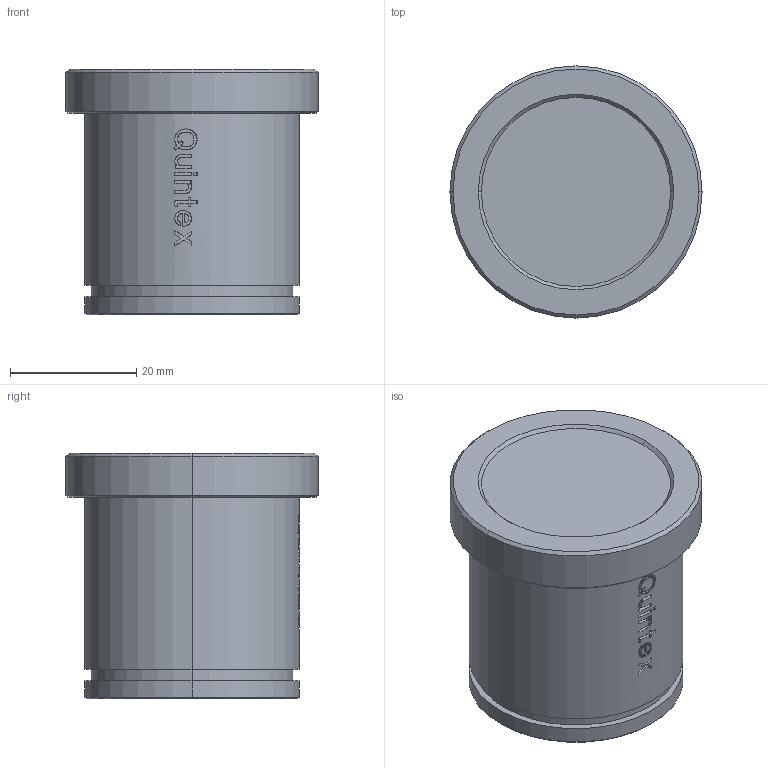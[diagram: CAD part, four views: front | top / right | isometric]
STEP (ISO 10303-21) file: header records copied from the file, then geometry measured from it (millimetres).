
FILE_DESCRIPTION(('Creo Elements/Direct Modeling STEP Export'),'2;1');
FILE_NAME('2014_Steckhülse_34x25.stp','2017-07-25T12:50:01',(''),(''),'Creo Elements/Direct Modeling STEP processor for AP214 (Solid Model)','Creo Elements/Direct Modeling 18.1E 22-Nov-2013 (C) Parametric Technology GmbH','');
FILE_SCHEMA(('AUTOMOTIVE_DESIGN { 1 0 10303 214 1 1 1 1 }'));
Length unit declared in the file: millimetre
Products named in the file (1): T1.1
Bounding box: 40 x 40 x 39 mm (x, y, z)
Volume: 37034.8 mm3; surface area: 7032.3 mm2
Topology: 1 solids, 1 shells, 240 faces, 665 edges, 442 vertices
Faces by surface type: plane 220, cone 10, cylinder 10
Entity records: 7625 total; most frequent: ORIENTED_EDGE 1330, CARTESIAN_POINT 1329, DIRECTION 1310, EDGE_CURVE 665, VECTOR 464, LINE 464, VERTEX_POINT 442, AXIS2_PLACEMENT_3D 423
